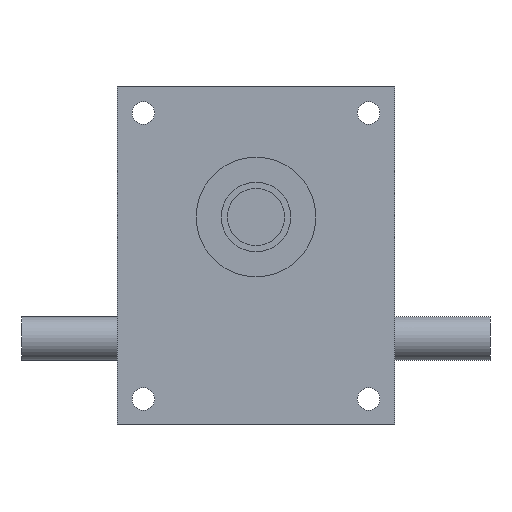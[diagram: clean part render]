
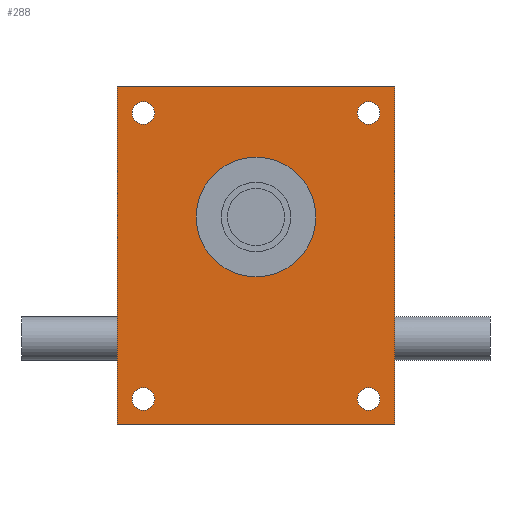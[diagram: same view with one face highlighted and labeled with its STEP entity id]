
A CAD part, front view. The second image highlights one B-rep face of the part: STEP entity #288.
In plain terms, the highlighted planar face has unit normal (0, -1, 0).
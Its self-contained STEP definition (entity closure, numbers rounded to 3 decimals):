
#288 = ADVANCED_FACE( '', ( #670, #671, #672, #673, #674, #675 ), #676, .F. );
#670 = FACE_BOUND( '', #1259, .T. );
#671 = FACE_BOUND( '', #1260, .T. );
#672 = FACE_BOUND( '', #1261, .T. );
#673 = FACE_BOUND( '', #1262, .T. );
#674 = FACE_BOUND( '', #1263, .T. );
#675 = FACE_OUTER_BOUND( '', #1264, .T. );
#676 = PLANE( '', #1265 );
#1259 = EDGE_LOOP( '', ( #1859 ) );
#1260 = EDGE_LOOP( '', ( #1860 ) );
#1261 = EDGE_LOOP( '', ( #1861 ) );
#1262 = EDGE_LOOP( '', ( #1862 ) );
#1263 = EDGE_LOOP( '', ( #1863 ) );
#1264 = EDGE_LOOP( '', ( #1864, #1865, #1866, #1867 ) );
#1265 = AXIS2_PLACEMENT_3D( '', #1868, #1869, #1870 );
#1859 = ORIENTED_EDGE( '', *, *, #3176, .T. );
#1860 = ORIENTED_EDGE( '', *, *, #3177, .T. );
#1861 = ORIENTED_EDGE( '', *, *, #3178, .T. );
#1862 = ORIENTED_EDGE( '', *, *, #3179, .T. );
#1863 = ORIENTED_EDGE( '', *, *, #3180, .T. );
#1864 = ORIENTED_EDGE( '', *, *, #3152, .T. );
#1865 = ORIENTED_EDGE( '', *, *, #3181, .F. );
#1866 = ORIENTED_EDGE( '', *, *, #3182, .F. );
#1867 = ORIENTED_EDGE( '', *, *, #3183, .T. );
#1868 = CARTESIAN_POINT( '', ( -80., -60., 97.5 ) );
#1869 = DIRECTION( '', ( 0., 1., 0. ) );
#1870 = DIRECTION( '', ( 0., 0., 1. ) );
#3152 = EDGE_CURVE( '', #3662, #3666, #3668, .T. );
#3176 = EDGE_CURVE( '', #3708, #3708, #3709, .T. );
#3177 = EDGE_CURVE( '', #3710, #3710, #3711, .T. );
#3178 = EDGE_CURVE( '', #3712, #3712, #3713, .T. );
#3179 = EDGE_CURVE( '', #3714, #3714, #3715, .T. );
#3180 = EDGE_CURVE( '', #3716, #3716, #3717, .T. );
#3181 = EDGE_CURVE( '', #3718, #3666, #3719, .T. );
#3182 = EDGE_CURVE( '', #3720, #3718, #3721, .T. );
#3183 = EDGE_CURVE( '', #3720, #3662, #3722, .T. );
#3662 = VERTEX_POINT( '', #4415 );
#3666 = VERTEX_POINT( '', #4421 );
#3668 = LINE( '', #4424, #4425 );
#3708 = VERTEX_POINT( '', #4471 );
#3709 = CIRCLE( '', #4472, 6.5 );
#3710 = VERTEX_POINT( '', #4473 );
#3711 = CIRCLE( '', #4474, 6.5 );
#3712 = VERTEX_POINT( '', #4475 );
#3713 = CIRCLE( '', #4476, 6.5 );
#3714 = VERTEX_POINT( '', #4477 );
#3715 = CIRCLE( '', #4478, 6.5 );
#3716 = VERTEX_POINT( '', #4479 );
#3717 = CIRCLE( '', #4480, 34.5 );
#3718 = VERTEX_POINT( '', #4481 );
#3719 = LINE( '', #4482, #4483 );
#3720 = VERTEX_POINT( '', #4484 );
#3721 = LINE( '', #4485, #4486 );
#3722 = LINE( '', #4487, #4488 );
#4415 = CARTESIAN_POINT( '', ( -80., -60., -97.5 ) );
#4421 = CARTESIAN_POINT( '', ( 80., -60., -97.5 ) );
#4424 = CARTESIAN_POINT( '', ( -80., -60., -97.5 ) );
#4425 = VECTOR( '', #5453, 1000. );
#4471 = CARTESIAN_POINT( '', ( 71.5, -60., 82.5 ) );
#4472 = AXIS2_PLACEMENT_3D( '', #5490, #5491, #5492 );
#4473 = CARTESIAN_POINT( '', ( -58.5, -60., 82.5 ) );
#4474 = AXIS2_PLACEMENT_3D( '', #5493, #5494, #5495 );
#4475 = CARTESIAN_POINT( '', ( -58.5, -60., -82.5 ) );
#4476 = AXIS2_PLACEMENT_3D( '', #5496, #5497, #5498 );
#4477 = CARTESIAN_POINT( '', ( 71.5, -60., -82.5 ) );
#4478 = AXIS2_PLACEMENT_3D( '', #5499, #5500, #5501 );
#4479 = CARTESIAN_POINT( '', ( 34.5, -60., 22.5 ) );
#4480 = AXIS2_PLACEMENT_3D( '', #5502, #5503, #5504 );
#4481 = CARTESIAN_POINT( '', ( 80., -60., 97.5 ) );
#4482 = CARTESIAN_POINT( '', ( 80., -60., 97.5 ) );
#4483 = VECTOR( '', #5505, 1000. );
#4484 = CARTESIAN_POINT( '', ( -80., -60., 97.5 ) );
#4485 = CARTESIAN_POINT( '', ( -80., -60., 97.5 ) );
#4486 = VECTOR( '', #5506, 1000. );
#4487 = CARTESIAN_POINT( '', ( -80., -60., 97.5 ) );
#4488 = VECTOR( '', #5507, 1000. );
#5453 = DIRECTION( '', ( 1., 0., 0. ) );
#5490 = CARTESIAN_POINT( '', ( 65., -60., 82.5 ) );
#5491 = DIRECTION( '', ( 0., 1., 0. ) );
#5492 = DIRECTION( '', ( 1., 0., 0. ) );
#5493 = CARTESIAN_POINT( '', ( -65., -60., 82.5 ) );
#5494 = DIRECTION( '', ( 0., 1., 0. ) );
#5495 = DIRECTION( '', ( 1., 0., 0. ) );
#5496 = CARTESIAN_POINT( '', ( -65., -60., -82.5 ) );
#5497 = DIRECTION( '', ( 0., 1., 0. ) );
#5498 = DIRECTION( '', ( 1., 0., 0. ) );
#5499 = CARTESIAN_POINT( '', ( 65., -60., -82.5 ) );
#5500 = DIRECTION( '', ( 0., 1., 0. ) );
#5501 = DIRECTION( '', ( 1., 0., 0. ) );
#5502 = CARTESIAN_POINT( '', ( 0., -60., 22.5 ) );
#5503 = DIRECTION( '', ( 0., 1., 0. ) );
#5504 = DIRECTION( '', ( 1., 0., 0. ) );
#5505 = DIRECTION( '', ( 0., 0., -1. ) );
#5506 = DIRECTION( '', ( 1., 0., 0. ) );
#5507 = DIRECTION( '', ( 0., 0., -1. ) );
